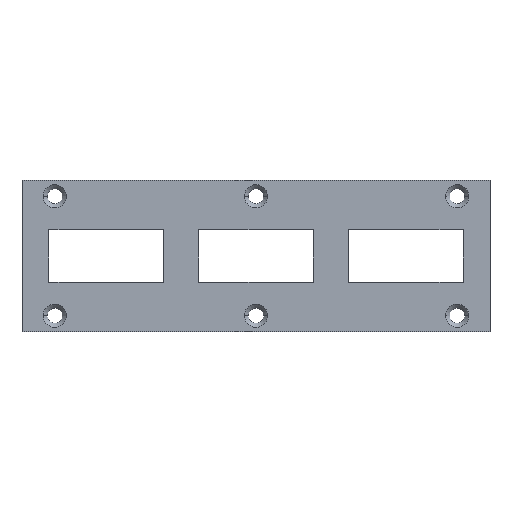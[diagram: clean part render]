
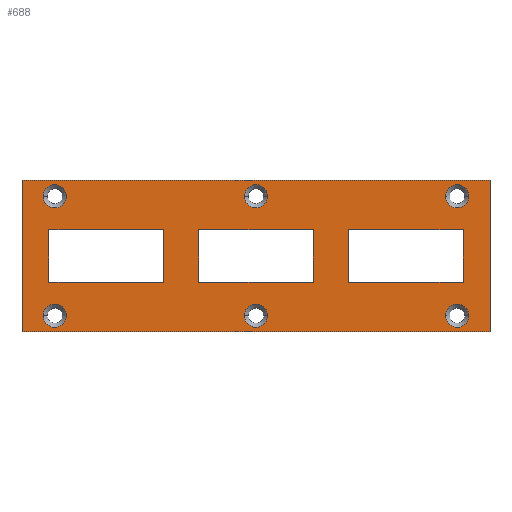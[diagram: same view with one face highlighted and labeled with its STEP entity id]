
A CAD part, top view. The second image highlights one B-rep face of the part: STEP entity #688.
In plain terms, the highlighted planar face has unit normal (0, 0, 1).
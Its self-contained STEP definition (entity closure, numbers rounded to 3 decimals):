
#141=DIRECTION('',(0.,-1.,0.));
#142=VECTOR('',#141,30.);
#143=CARTESIAN_POINT('',(0.475,15.,0.8));
#144=LINE('',#143,#142);
#145=DIRECTION('',(-1.,0.,0.));
#146=VECTOR('',#145,92.53);
#147=CARTESIAN_POINT('',(93.005,15.,0.8));
#148=LINE('',#147,#146);
#149=DIRECTION('',(0.,1.,0.));
#150=VECTOR('',#149,30.);
#151=CARTESIAN_POINT('',(93.005,-15.,0.8));
#152=LINE('',#151,#150);
#153=DIRECTION('',(1.,0.,0.));
#154=VECTOR('',#153,92.53);
#155=CARTESIAN_POINT('',(0.475,-15.,0.8));
#156=LINE('',#155,#154);
#157=DIRECTION('',(1.,0.,0.));
#158=VECTOR('',#157,22.7);
#159=CARTESIAN_POINT('',(5.8,5.15,0.8));
#160=LINE('',#159,#158);
#161=DIRECTION('',(0.,1.,0.));
#162=VECTOR('',#161,10.3);
#163=CARTESIAN_POINT('',(5.8,-5.15,0.8));
#164=LINE('',#163,#162);
#165=DIRECTION('',(-1.,0.,0.));
#166=VECTOR('',#165,22.7);
#167=CARTESIAN_POINT('',(28.5,-5.15,0.8));
#168=LINE('',#167,#166);
#169=DIRECTION('',(0.,-1.,0.));
#170=VECTOR('',#169,10.3);
#171=CARTESIAN_POINT('',(28.5,5.15,0.8));
#172=LINE('',#171,#170);
#173=DIRECTION('',(1.,0.,0.));
#174=VECTOR('',#173,22.7);
#175=CARTESIAN_POINT('',(35.4,5.15,0.8));
#176=LINE('',#175,#174);
#177=DIRECTION('',(0.,1.,0.));
#178=VECTOR('',#177,10.3);
#179=CARTESIAN_POINT('',(35.4,-5.15,0.8));
#180=LINE('',#179,#178);
#181=DIRECTION('',(-1.,0.,0.));
#182=VECTOR('',#181,22.7);
#183=CARTESIAN_POINT('',(58.1,-5.15,0.8));
#184=LINE('',#183,#182);
#185=DIRECTION('',(0.,-1.,0.));
#186=VECTOR('',#185,10.3);
#187=CARTESIAN_POINT('',(58.1,5.15,0.8));
#188=LINE('',#187,#186);
#189=DIRECTION('',(1.,0.,0.));
#190=VECTOR('',#189,22.7);
#191=CARTESIAN_POINT('',(65.,5.15,0.8));
#192=LINE('',#191,#190);
#193=DIRECTION('',(0.,1.,0.));
#194=VECTOR('',#193,10.3);
#195=CARTESIAN_POINT('',(65.,-5.15,0.8));
#196=LINE('',#195,#194);
#197=DIRECTION('',(-1.,0.,0.));
#198=VECTOR('',#197,22.7);
#199=CARTESIAN_POINT('',(87.7,-5.15,0.8));
#200=LINE('',#199,#198);
#201=DIRECTION('',(0.,-1.,0.));
#202=VECTOR('',#201,10.3);
#203=CARTESIAN_POINT('',(87.7,5.15,0.8));
#204=LINE('',#203,#202);
#205=CARTESIAN_POINT('',(86.5,-11.8,0.8));
#206=DIRECTION('',(0.,0.,-1.));
#207=DIRECTION('',(1.,0.,0.));
#208=AXIS2_PLACEMENT_3D('',#205,#206,#207);
#210=CARTESIAN_POINT('',(86.5,-11.8,0.8));
#211=DIRECTION('',(0.,0.,-1.));
#212=DIRECTION('',(-1.,0.,0.));
#213=AXIS2_PLACEMENT_3D('',#210,#211,#212);
#215=CARTESIAN_POINT('',(86.5,11.8,0.8));
#216=DIRECTION('',(0.,0.,-1.));
#217=DIRECTION('',(-1.,0.,0.));
#218=AXIS2_PLACEMENT_3D('',#215,#216,#217);
#220=CARTESIAN_POINT('',(86.5,11.8,0.8));
#221=DIRECTION('',(0.,0.,-1.));
#222=DIRECTION('',(1.,0.,0.));
#223=AXIS2_PLACEMENT_3D('',#220,#221,#222);
#225=CARTESIAN_POINT('',(46.737,-11.8,0.8));
#226=DIRECTION('',(0.,0.,-1.));
#227=DIRECTION('',(-1.,0.,0.));
#228=AXIS2_PLACEMENT_3D('',#225,#226,#227);
#230=CARTESIAN_POINT('',(46.737,-11.8,0.8));
#231=DIRECTION('',(0.,0.,-1.));
#232=DIRECTION('',(1.,0.,0.));
#233=AXIS2_PLACEMENT_3D('',#230,#231,#232);
#235=CARTESIAN_POINT('',(46.737,11.8,0.8));
#236=DIRECTION('',(0.,0.,-1.));
#237=DIRECTION('',(-1.,0.,0.));
#238=AXIS2_PLACEMENT_3D('',#235,#236,#237);
#240=CARTESIAN_POINT('',(46.737,11.8,0.8));
#241=DIRECTION('',(0.,0.,-1.));
#242=DIRECTION('',(1.,0.,0.));
#243=AXIS2_PLACEMENT_3D('',#240,#241,#242);
#245=CARTESIAN_POINT('',(6.975,11.8,0.8));
#246=DIRECTION('',(0.,0.,-1.));
#247=DIRECTION('',(-1.,0.,0.));
#248=AXIS2_PLACEMENT_3D('',#245,#246,#247);
#250=CARTESIAN_POINT('',(6.975,11.8,0.8));
#251=DIRECTION('',(0.,0.,-1.));
#252=DIRECTION('',(1.,0.,0.));
#253=AXIS2_PLACEMENT_3D('',#250,#251,#252);
#255=CARTESIAN_POINT('',(6.975,-11.8,0.8));
#256=DIRECTION('',(0.,0.,-1.));
#257=DIRECTION('',(-1.,0.,0.));
#258=AXIS2_PLACEMENT_3D('',#255,#256,#257);
#260=CARTESIAN_POINT('',(6.975,-11.8,0.8));
#261=DIRECTION('',(0.,0.,-1.));
#262=DIRECTION('',(1.,0.,0.));
#263=AXIS2_PLACEMENT_3D('',#260,#261,#262);
#365=CARTESIAN_POINT('',(0.475,-15.,0.8));
#366=CARTESIAN_POINT('',(93.005,-15.,0.8));
#367=VERTEX_POINT('',#365);
#368=VERTEX_POINT('',#366);
#393=CARTESIAN_POINT('',(5.8,5.15,0.8));
#394=CARTESIAN_POINT('',(28.5,5.15,0.8));
#395=VERTEX_POINT('',#393);
#396=VERTEX_POINT('',#394);
#397=CARTESIAN_POINT('',(28.5,-5.15,0.8));
#398=VERTEX_POINT('',#397);
#399=CARTESIAN_POINT('',(5.8,-5.15,0.8));
#400=VERTEX_POINT('',#399);
#401=CARTESIAN_POINT('',(35.4,5.15,0.8));
#402=CARTESIAN_POINT('',(58.1,5.15,0.8));
#403=VERTEX_POINT('',#401);
#404=VERTEX_POINT('',#402);
#405=CARTESIAN_POINT('',(58.1,-5.15,0.8));
#406=VERTEX_POINT('',#405);
#407=CARTESIAN_POINT('',(35.4,-5.15,0.8));
#408=VERTEX_POINT('',#407);
#409=CARTESIAN_POINT('',(65.,5.15,0.8));
#410=CARTESIAN_POINT('',(87.7,5.15,0.8));
#411=VERTEX_POINT('',#409);
#412=VERTEX_POINT('',#410);
#413=CARTESIAN_POINT('',(87.7,-5.15,0.8));
#414=VERTEX_POINT('',#413);
#415=CARTESIAN_POINT('',(65.,-5.15,0.8));
#416=VERTEX_POINT('',#415);
#417=CARTESIAN_POINT('',(88.8,-11.8,0.8));
#418=CARTESIAN_POINT('',(84.2,-11.8,0.8));
#419=VERTEX_POINT('',#417);
#420=VERTEX_POINT('',#418);
#421=CARTESIAN_POINT('',(84.2,11.8,0.8));
#422=CARTESIAN_POINT('',(88.8,11.8,0.8));
#423=VERTEX_POINT('',#421);
#424=VERTEX_POINT('',#422);
#437=CARTESIAN_POINT('',(0.475,15.,0.8));
#438=VERTEX_POINT('',#437);
#439=CARTESIAN_POINT('',(93.005,15.,0.8));
#440=VERTEX_POINT('',#439);
#441=CARTESIAN_POINT('',(44.437,-11.8,0.8));
#442=CARTESIAN_POINT('',(49.037,-11.8,0.8));
#443=VERTEX_POINT('',#441);
#444=VERTEX_POINT('',#442);
#449=CARTESIAN_POINT('',(44.437,11.8,0.8));
#450=CARTESIAN_POINT('',(49.037,11.8,0.8));
#451=VERTEX_POINT('',#449);
#452=VERTEX_POINT('',#450);
#457=CARTESIAN_POINT('',(4.675,11.8,0.8));
#458=CARTESIAN_POINT('',(9.275,11.8,0.8));
#459=VERTEX_POINT('',#457);
#460=VERTEX_POINT('',#458);
#465=CARTESIAN_POINT('',(4.675,-11.8,0.8));
#466=CARTESIAN_POINT('',(9.275,-11.8,0.8));
#467=VERTEX_POINT('',#465);
#468=VERTEX_POINT('',#466);
#611=CARTESIAN_POINT('',(0.,0.,0.8));
#612=DIRECTION('',(0.,0.,1.));
#613=DIRECTION('',(1.,0.,0.));
#614=AXIS2_PLACEMENT_3D('',#611,#612,#613);
#615=PLANE('',#614);
#616=ORIENTED_EDGE('',*,*,#563,.F.);
#617=ORIENTED_EDGE('',*,*,#578,.F.);
#618=ORIENTED_EDGE('',*,*,#592,.F.);
#619=ORIENTED_EDGE('',*,*,#605,.F.);
#620=EDGE_LOOP('',(#616,#617,#618,#619));
#621=FACE_OUTER_BOUND('',#620,.F.);
#623=ORIENTED_EDGE('',*,*,#622,.F.);
#625=ORIENTED_EDGE('',*,*,#624,.F.);
#627=ORIENTED_EDGE('',*,*,#626,.F.);
#629=ORIENTED_EDGE('',*,*,#628,.F.);
#630=EDGE_LOOP('',(#623,#625,#627,#629));
#631=FACE_BOUND('',#630,.F.);
#633=ORIENTED_EDGE('',*,*,#632,.F.);
#635=ORIENTED_EDGE('',*,*,#634,.F.);
#637=ORIENTED_EDGE('',*,*,#636,.F.);
#639=ORIENTED_EDGE('',*,*,#638,.F.);
#640=EDGE_LOOP('',(#633,#635,#637,#639));
#641=FACE_BOUND('',#640,.F.);
#643=ORIENTED_EDGE('',*,*,#642,.F.);
#645=ORIENTED_EDGE('',*,*,#644,.F.);
#647=ORIENTED_EDGE('',*,*,#646,.F.);
#649=ORIENTED_EDGE('',*,*,#648,.F.);
#650=EDGE_LOOP('',(#643,#645,#647,#649));
#651=FACE_BOUND('',#650,.F.);
#653=ORIENTED_EDGE('',*,*,#652,.F.);
#655=ORIENTED_EDGE('',*,*,#654,.F.);
#656=EDGE_LOOP('',(#653,#655));
#657=FACE_BOUND('',#656,.F.);
#659=ORIENTED_EDGE('',*,*,#658,.F.);
#661=ORIENTED_EDGE('',*,*,#660,.F.);
#662=EDGE_LOOP('',(#659,#661));
#663=FACE_BOUND('',#662,.F.);
#665=ORIENTED_EDGE('',*,*,#664,.F.);
#667=ORIENTED_EDGE('',*,*,#666,.F.);
#668=EDGE_LOOP('',(#665,#667));
#669=FACE_BOUND('',#668,.F.);
#671=ORIENTED_EDGE('',*,*,#670,.F.);
#673=ORIENTED_EDGE('',*,*,#672,.F.);
#674=EDGE_LOOP('',(#671,#673));
#675=FACE_BOUND('',#674,.F.);
#677=ORIENTED_EDGE('',*,*,#676,.F.);
#679=ORIENTED_EDGE('',*,*,#678,.F.);
#680=EDGE_LOOP('',(#677,#679));
#681=FACE_BOUND('',#680,.F.);
#683=ORIENTED_EDGE('',*,*,#682,.F.);
#685=ORIENTED_EDGE('',*,*,#684,.F.);
#686=EDGE_LOOP('',(#683,#685));
#687=FACE_BOUND('',#686,.F.);
#688=ADVANCED_FACE('',(#621,#631,#641,#651,#657,#663,#669,#675,#681,#687),#615,
.T.);
#209=CIRCLE('',#208,2.3);
#214=CIRCLE('',#213,2.3);
#219=CIRCLE('',#218,2.3);
#224=CIRCLE('',#223,2.3);
#229=CIRCLE('',#228,2.3);
#234=CIRCLE('',#233,2.3);
#239=CIRCLE('',#238,2.3);
#244=CIRCLE('',#243,2.3);
#249=CIRCLE('',#248,2.3);
#254=CIRCLE('',#253,2.3);
#259=CIRCLE('',#258,2.3);
#264=CIRCLE('',#263,2.3);
#563=EDGE_CURVE('',#438,#367,#144,.T.);
#578=EDGE_CURVE('',#440,#438,#148,.T.);
#592=EDGE_CURVE('',#368,#440,#152,.T.);
#605=EDGE_CURVE('',#367,#368,#156,.T.);
#622=EDGE_CURVE('',#395,#396,#160,.T.);
#624=EDGE_CURVE('',#400,#395,#164,.T.);
#626=EDGE_CURVE('',#398,#400,#168,.T.);
#628=EDGE_CURVE('',#396,#398,#172,.T.);
#632=EDGE_CURVE('',#403,#404,#176,.T.);
#634=EDGE_CURVE('',#408,#403,#180,.T.);
#636=EDGE_CURVE('',#406,#408,#184,.T.);
#638=EDGE_CURVE('',#404,#406,#188,.T.);
#642=EDGE_CURVE('',#411,#412,#192,.T.);
#644=EDGE_CURVE('',#416,#411,#196,.T.);
#646=EDGE_CURVE('',#414,#416,#200,.T.);
#648=EDGE_CURVE('',#412,#414,#204,.T.);
#652=EDGE_CURVE('',#419,#420,#209,.T.);
#654=EDGE_CURVE('',#420,#419,#214,.T.);
#658=EDGE_CURVE('',#423,#424,#219,.T.);
#660=EDGE_CURVE('',#424,#423,#224,.T.);
#664=EDGE_CURVE('',#443,#444,#229,.T.);
#666=EDGE_CURVE('',#444,#443,#234,.T.);
#670=EDGE_CURVE('',#451,#452,#239,.T.);
#672=EDGE_CURVE('',#452,#451,#244,.T.);
#676=EDGE_CURVE('',#459,#460,#249,.T.);
#678=EDGE_CURVE('',#460,#459,#254,.T.);
#682=EDGE_CURVE('',#467,#468,#259,.T.);
#684=EDGE_CURVE('',#468,#467,#264,.T.);
